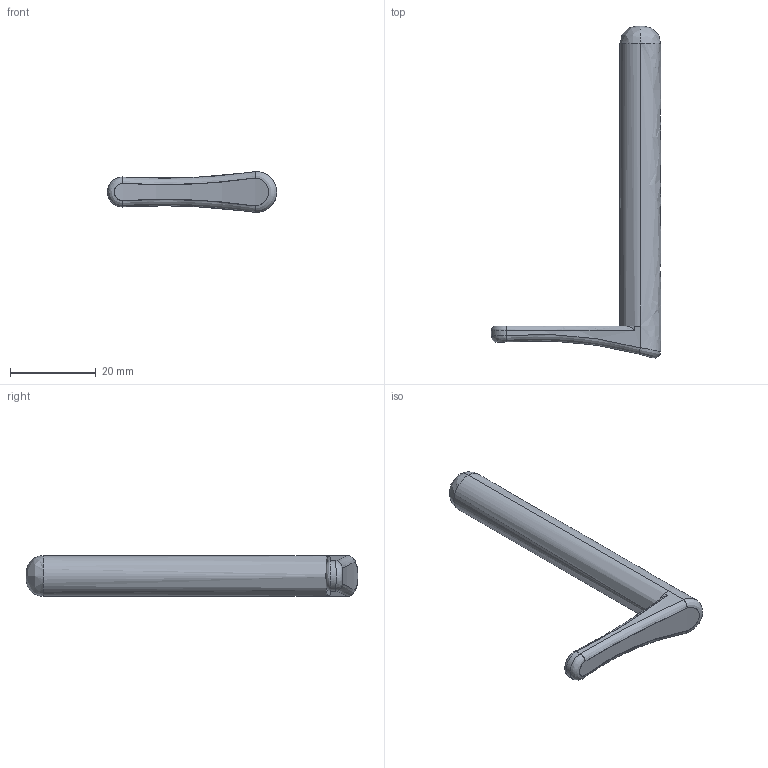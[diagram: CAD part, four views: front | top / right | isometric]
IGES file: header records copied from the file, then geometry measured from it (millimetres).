
Start section: SolidWorks IGES file using analytic representation for surfaces
Global section: file name: pallet_bar_xl.IGS; native system: SolidWorks 2021; preprocessor: SolidWorks 2021; author: rs350036; date: 231027.101551; units: millimetre
Bounding box: 39.5 x 77.44 x 9.5 mm (x, y, z)
Surface area: 2918.7 mm2 (no closed solid volume)
Topology: 0 solids, 0 shells, 20 faces, 247 edges, 247 vertices
Faces by surface type: bspline 17, revolution 3
